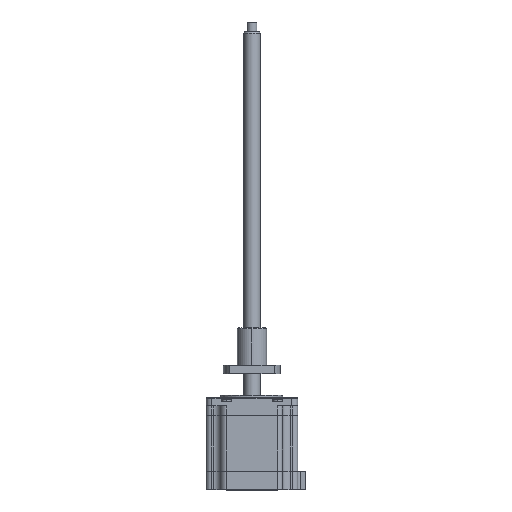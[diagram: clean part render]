
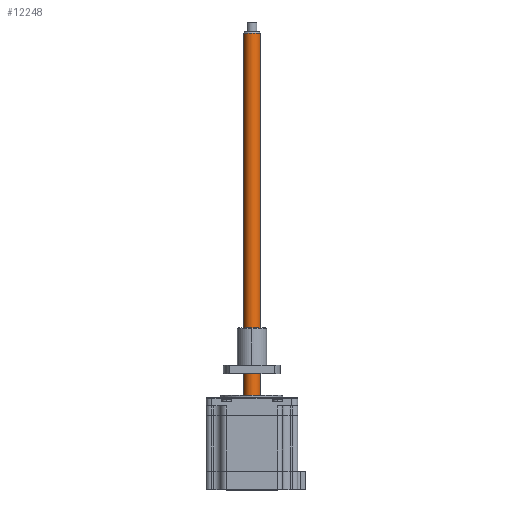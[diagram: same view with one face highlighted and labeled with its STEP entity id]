
A CAD part, top view. The second image highlights one B-rep face of the part: STEP entity #12248.
In plain terms, the highlighted cylindrical face has radius 5 mm (diameter 10 mm), a partial arc.
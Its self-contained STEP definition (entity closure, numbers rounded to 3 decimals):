
#347 = EDGE_CURVE ( 'NONE', #6070, #1563, #11936, .T. ) ;
#391 = CIRCLE ( 'NONE', #1639, 5. ) ;
#409 = CARTESIAN_POINT ( 'NONE',  ( -16.379, 208.328, 63.65 ) ) ;
#1290 = CARTESIAN_POINT ( 'NONE',  ( -21.379, 208.328, 63.668 ) ) ;
#1440 = EDGE_LOOP ( 'NONE', ( #5042, #9171, #6315, #8193 ) ) ;
#1563 = VERTEX_POINT ( 'NONE', #12554 ) ;
#1639 = AXIS2_PLACEMENT_3D ( 'NONE', #409, #10472, #7437 ) ;
#1643 = FACE_OUTER_BOUND ( 'NONE', #1440, .T. ) ;
#1725 = EDGE_CURVE ( 'NONE', #3599, #10610, #391, .T. ) ;
#1788 = CARTESIAN_POINT ( 'NONE',  ( -11.379, 208.328, 63.632 ) ) ;
#2184 = CARTESIAN_POINT ( 'NONE',  ( -11.379, 209.328, 63.632 ) ) ;
#2244 = LINE ( 'NONE', #2184, #10144 ) ;
#2655 = EDGE_CURVE ( 'NONE', #10610, #1563, #5071, .T. ) ;
#2708 = DIRECTION ( 'NONE',  ( -1., 0., 0.004 ) ) ;
#3294 = AXIS2_PLACEMENT_3D ( 'NONE', #5381, #5307, #5129 ) ;
#3599 = VERTEX_POINT ( 'NONE', #1788 ) ;
#4369 = EDGE_CURVE ( 'NONE', #3599, #6070, #2244, .T. ) ;
#5042 = ORIENTED_EDGE ( 'NONE', *, *, #4369, .F. ) ;
#5071 = LINE ( 'NONE', #5803, #10028 ) ;
#5109 = DIRECTION ( 'NONE',  ( 0., -1., 0. ) ) ;
#5129 = DIRECTION ( 'NONE',  ( -1., 0., 0.004 ) ) ;
#5307 = DIRECTION ( 'NONE',  ( 0., -1., 0. ) ) ;
#5381 = CARTESIAN_POINT ( 'NONE',  ( -16.379, -15.672, 63.65 ) ) ;
#5601 = DIRECTION ( 'NONE',  ( 0., -1., 0. ) ) ;
#5803 = CARTESIAN_POINT ( 'NONE',  ( -21.379, 209.328, 63.668 ) ) ;
#5907 = CARTESIAN_POINT ( 'NONE',  ( -11.379, -15.672, 63.632 ) ) ;
#6070 = VERTEX_POINT ( 'NONE', #5907 ) ;
#6315 = ORIENTED_EDGE ( 'NONE', *, *, #2655, .T. ) ;
#6555 = CYLINDRICAL_SURFACE ( 'NONE', #6810, 5. ) ;
#6810 = AXIS2_PLACEMENT_3D ( 'NONE', #9603, #5601, #2708 ) ;
#7437 = DIRECTION ( 'NONE',  ( 1., 0., -0.004 ) ) ;
#8193 = ORIENTED_EDGE ( 'NONE', *, *, #347, .F. ) ;
#9171 = ORIENTED_EDGE ( 'NONE', *, *, #1725, .T. ) ;
#9482 = DIRECTION ( 'NONE',  ( 0., -1., 0. ) ) ;
#9603 = CARTESIAN_POINT ( 'NONE',  ( -16.379, 209.328, 63.65 ) ) ;
#10028 = VECTOR ( 'NONE', #9482, 1000. ) ;
#10144 = VECTOR ( 'NONE', #5109, 1000. ) ;
#10472 = DIRECTION ( 'NONE',  ( 0., -1., 0. ) ) ;
#10610 = VERTEX_POINT ( 'NONE', #1290 ) ;
#11936 = CIRCLE ( 'NONE', #3294, 5. ) ;
#12248 = ADVANCED_FACE ( 'NONE', ( #1643 ), #6555, .T. ) ;
#12554 = CARTESIAN_POINT ( 'NONE',  ( -21.379, -15.672, 63.668 ) ) ;
